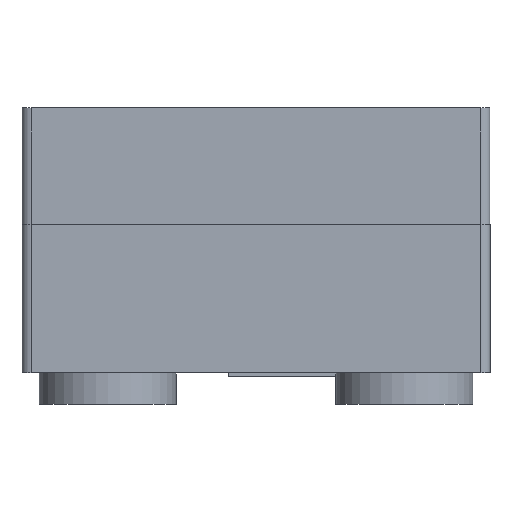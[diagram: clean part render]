
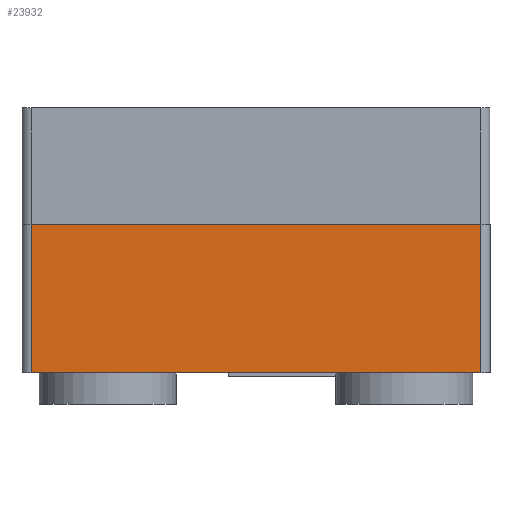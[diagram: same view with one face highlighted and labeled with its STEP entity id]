
A CAD part, left-side view. The second image highlights one B-rep face of the part: STEP entity #23932.
In plain terms, the highlighted planar face has unit normal (-1, 0, 0).
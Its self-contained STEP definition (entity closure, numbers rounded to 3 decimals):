
#20480=FACE_OUTER_BOUND('',#44482,.T.);
#23932=ADVANCED_FACE('',(#20480),#27528,.F.);
#27528=PLANE('',#85734);
#29902=LINE('',#109636,#36917);
#29906=LINE('',#109655,#36921);
#29907=LINE('',#109657,#36922);
#29908=LINE('',#109659,#36923);
#36917=VECTOR('',#91362,1.);
#36921=VECTOR('',#91378,1.);
#36922=VECTOR('',#91379,1.);
#36923=VECTOR('',#91380,1.);
#44482=EDGE_LOOP('',(#48493,#48494,#48495,#48496));
#48493=ORIENTED_EDGE('',*,*,#74120,.T.);
#48494=ORIENTED_EDGE('',*,*,#74129,.F.);
#48495=ORIENTED_EDGE('',*,*,#74130,.F.);
#48496=ORIENTED_EDGE('',*,*,#74131,.T.);
#67650=VERTEX_POINT('',#109637);
#67651=VERTEX_POINT('',#109638);
#67659=VERTEX_POINT('',#109656);
#67660=VERTEX_POINT('',#109658);
#74120=EDGE_CURVE('',#67650,#67651,#29902,.T.);
#74129=EDGE_CURVE('',#67659,#67651,#29906,.T.);
#74130=EDGE_CURVE('',#67660,#67659,#29907,.T.);
#74131=EDGE_CURVE('',#67660,#67650,#29908,.T.);
#85734=AXIS2_PLACEMENT_3D('',#109660,#91381,#91382);
#91362=DIRECTION('',(0.,-1.,0.));
#91378=DIRECTION('',(0.,0.,-1.));
#91379=DIRECTION('',(0.,-1.,0.));
#91380=DIRECTION('',(0.,0.,-1.));
#91381=DIRECTION('',(1.,0.,0.));
#91382=DIRECTION('',(0.,1.,0.));
#109636=CARTESIAN_POINT('',(-7.5,7.2,0.));
#109637=CARTESIAN_POINT('',(-7.5,7.2,0.));
#109638=CARTESIAN_POINT('',(-7.5,-7.2,0.));
#109655=CARTESIAN_POINT('',(-7.5,-7.2,4.75));
#109656=CARTESIAN_POINT('',(-7.5,-7.2,4.75));
#109657=CARTESIAN_POINT('',(-7.5,7.2,4.75));
#109658=CARTESIAN_POINT('',(-7.5,7.2,4.75));
#109659=CARTESIAN_POINT('',(-7.5,7.2,4.75));
#109660=CARTESIAN_POINT('',(-7.5,7.2,4.75));
